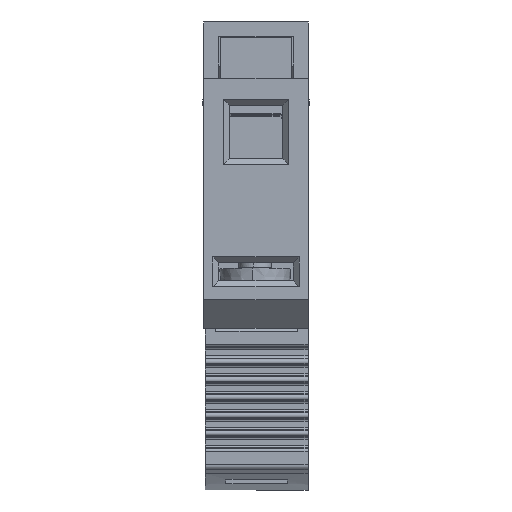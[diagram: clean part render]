
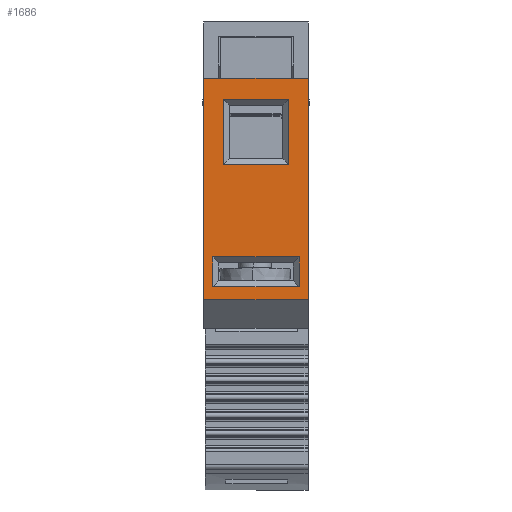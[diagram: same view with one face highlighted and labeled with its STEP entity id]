
A CAD part, front view. The second image highlights one B-rep face of the part: STEP entity #1686.
In plain terms, the highlighted planar face has unit normal (0, -1, 0).
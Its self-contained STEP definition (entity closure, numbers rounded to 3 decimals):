
#835 = CARTESIAN_POINT ( 'NONE',  ( 54., 0., 7. ) ) ;
#897 = VERTEX_POINT ( 'NONE', #835 ) ;
#1686 = ADVANCED_FACE ( 'NONE', ( #48385, #10432, #25944 ), #60295, .T. ) ;
#1867 = ORIENTED_EDGE ( 'NONE', *, *, #50387, .T. ) ;
#2566 = DIRECTION ( 'NONE',  ( 0., 0., 1. ) ) ;
#2572 = CARTESIAN_POINT ( 'NONE',  ( 70., 0., 0. ) ) ;
#3116 = DIRECTION ( 'NONE',  ( 0., 0., -1. ) ) ;
#4349 = EDGE_LOOP ( 'NONE', ( #6017, #23500, #45890, #1867 ) ) ;
#5944 = CARTESIAN_POINT ( 'NONE',  ( 70., 0., 0. ) ) ;
#6017 = ORIENTED_EDGE ( 'NONE', *, *, #6457, .T. ) ;
#6457 = EDGE_CURVE ( 'NONE', #42180, #12936, #13787, .T. ) ;
#8185 = CARTESIAN_POINT ( 'NONE',  ( 68.5, 0., 4. ) ) ;
#8315 = VERTEX_POINT ( 'NONE', #18293 ) ;
#8428 = CARTESIAN_POINT ( 'NONE',  ( 35., 0., 4.8 ) ) ;
#10102 = DIRECTION ( 'NONE',  ( 0., -1., 0. ) ) ;
#10432 = FACE_OUTER_BOUND ( 'NONE', #4349, .T. ) ;
#11067 = EDGE_LOOP ( 'NONE', ( #34459, #13151, #15977, #39488 ) ) ;
#12424 = LINE ( 'NONE', #24594, #21692 ) ;
#12936 = VERTEX_POINT ( 'NONE', #51193 ) ;
#13151 = ORIENTED_EDGE ( 'NONE', *, *, #42320, .F. ) ;
#13787 = LINE ( 'NONE', #8428, #30060 ) ;
#15048 = CARTESIAN_POINT ( 'NONE',  ( 55.75, 0., 27.5 ) ) ;
#15664 = CARTESIAN_POINT ( 'NONE',  ( 52.5, 0., 42. ) ) ;
#15700 = DIRECTION ( 'NONE',  ( 1., 0., 0. ) ) ;
#15977 = ORIENTED_EDGE ( 'NONE', *, *, #54217, .F. ) ;
#17647 = ORIENTED_EDGE ( 'NONE', *, *, #50111, .F. ) ;
#17806 = DIRECTION ( 'NONE',  ( 0., 0., -1. ) ) ;
#18293 = CARTESIAN_POINT ( 'NONE',  ( 68.5, 0., 12. ) ) ;
#18748 = CARTESIAN_POINT ( 'NONE',  ( 55.75, 0., 14.25 ) ) ;
#19603 = VECTOR ( 'NONE', #2566, 1000. ) ;
#19779 = CARTESIAN_POINT ( 'NONE',  ( 54., 0., 12. ) ) ;
#20216 = CARTESIAN_POINT ( 'NONE',  ( 52.5, 0., 4.8 ) ) ;
#21177 = VERTEX_POINT ( 'NONE', #15664 ) ;
#21585 = CARTESIAN_POINT ( 'NONE',  ( 62.5, 0., 7. ) ) ;
#21603 = CARTESIAN_POINT ( 'NONE',  ( 52.5, 0., 0. ) ) ;
#21692 = VECTOR ( 'NONE', #24374, 1000. ) ;
#21917 = DIRECTION ( 'NONE',  ( -1., 0., 0. ) ) ;
#23500 = ORIENTED_EDGE ( 'NONE', *, *, #49068, .T. ) ;
#23534 = VERTEX_POINT ( 'NONE', #57309 ) ;
#24374 = DIRECTION ( 'NONE',  ( -1., 0., 0. ) ) ;
#24580 = VECTOR ( 'NONE', #27975, 1000. ) ;
#24594 = CARTESIAN_POINT ( 'NONE',  ( 0., 0., 42. ) ) ;
#24688 = EDGE_CURVE ( 'NONE', #32928, #29378, #26202, .T. ) ;
#25612 = AXIS2_PLACEMENT_3D ( 'NONE', #5944, #10102, #54690 ) ;
#25630 = DIRECTION ( 'NONE',  ( -1., 0., 0. ) ) ;
#25934 = EDGE_CURVE ( 'NONE', #56835, #897, #60188, .T. ) ;
#25944 = FACE_BOUND ( 'NONE', #11067, .T. ) ;
#26197 = LINE ( 'NONE', #21603, #60993 ) ;
#26202 = LINE ( 'NONE', #50662, #36260 ) ;
#27864 = EDGE_CURVE ( 'NONE', #54113, #32928, #40839, .T. ) ;
#27975 = DIRECTION ( 'NONE',  ( 0., 0., 1. ) ) ;
#28180 = CARTESIAN_POINT ( 'NONE',  ( 54., 0., 5.5 ) ) ;
#28528 = LINE ( 'NONE', #18748, #33938 ) ;
#29378 = VERTEX_POINT ( 'NONE', #48856 ) ;
#30060 = VECTOR ( 'NONE', #62967, 1000. ) ;
#30416 = CARTESIAN_POINT ( 'NONE',  ( 67.875, 0., 27.5 ) ) ;
#31562 = DIRECTION ( 'NONE',  ( 1., 0., 0. ) ) ;
#31603 = VECTOR ( 'NONE', #15700, 1000. ) ;
#32313 = DIRECTION ( 'NONE',  ( 0., 0., 1. ) ) ;
#32928 = VERTEX_POINT ( 'NONE', #54597 ) ;
#33484 = VECTOR ( 'NONE', #25630, 1000. ) ;
#33938 = VECTOR ( 'NONE', #3116, 1000. ) ;
#34008 = CARTESIAN_POINT ( 'NONE',  ( 70., 0., 42. ) ) ;
#34322 = LINE ( 'NONE', #8185, #19603 ) ;
#34459 = ORIENTED_EDGE ( 'NONE', *, *, #25934, .F. ) ;
#34695 = LINE ( 'NONE', #30416, #31603 ) ;
#36155 = EDGE_CURVE ( 'NONE', #41266, #21177, #12424, .T. ) ;
#36260 = VECTOR ( 'NONE', #21917, 1000. ) ;
#36557 = LINE ( 'NONE', #60207, #33484 ) ;
#39488 = ORIENTED_EDGE ( 'NONE', *, *, #52354, .F. ) ;
#40839 = LINE ( 'NONE', #51761, #24580 ) ;
#40888 = ORIENTED_EDGE ( 'NONE', *, *, #27864, .F. ) ;
#41266 = VERTEX_POINT ( 'NONE', #34008 ) ;
#42180 = VERTEX_POINT ( 'NONE', #20216 ) ;
#42320 = EDGE_CURVE ( 'NONE', #8315, #56835, #36557, .T. ) ;
#43585 = LINE ( 'NONE', #2572, #45850 ) ;
#45507 = EDGE_CURVE ( 'NONE', #29378, #45791, #28528, .T. ) ;
#45791 = VERTEX_POINT ( 'NONE', #15048 ) ;
#45850 = VECTOR ( 'NONE', #32313, 1000. ) ;
#45890 = ORIENTED_EDGE ( 'NONE', *, *, #36155, .T. ) ;
#46044 = VECTOR ( 'NONE', #31562, 1000. ) ;
#47799 = VECTOR ( 'NONE', #17806, 1000. ) ;
#48385 = FACE_BOUND ( 'NONE', #56144, .T. ) ;
#48856 = CARTESIAN_POINT ( 'NONE',  ( 55.75, 0., 38.5 ) ) ;
#49068 = EDGE_CURVE ( 'NONE', #12936, #41266, #43585, .T. ) ;
#50111 = EDGE_CURVE ( 'NONE', #45791, #54113, #34695, .T. ) ;
#50341 = DIRECTION ( 'NONE',  ( 0., 0., -1. ) ) ;
#50387 = EDGE_CURVE ( 'NONE', #21177, #42180, #26197, .T. ) ;
#50662 = CARTESIAN_POINT ( 'NONE',  ( 63.375, 0., 38.5 ) ) ;
#51193 = CARTESIAN_POINT ( 'NONE',  ( 70., 0., 4.8 ) ) ;
#51761 = CARTESIAN_POINT ( 'NONE',  ( 66.75, 0., 18.75 ) ) ;
#52354 = EDGE_CURVE ( 'NONE', #897, #23534, #54527, .T. ) ;
#54113 = VERTEX_POINT ( 'NONE', #55855 ) ;
#54217 = EDGE_CURVE ( 'NONE', #23534, #8315, #34322, .T. ) ;
#54527 = LINE ( 'NONE', #21585, #46044 ) ;
#54597 = CARTESIAN_POINT ( 'NONE',  ( 66.75, 0., 38.5 ) ) ;
#54690 = DIRECTION ( 'NONE',  ( 0.707, 0., 0.707 ) ) ;
#55855 = CARTESIAN_POINT ( 'NONE',  ( 66.75, 0., 27.5 ) ) ;
#56061 = ORIENTED_EDGE ( 'NONE', *, *, #45507, .F. ) ;
#56144 = EDGE_LOOP ( 'NONE', ( #56061, #58975, #40888, #17647 ) ) ;
#56835 = VERTEX_POINT ( 'NONE', #19779 ) ;
#57309 = CARTESIAN_POINT ( 'NONE',  ( 68.5, 0., 7. ) ) ;
#58975 = ORIENTED_EDGE ( 'NONE', *, *, #24688, .F. ) ;
#60188 = LINE ( 'NONE', #28180, #47799 ) ;
#60207 = CARTESIAN_POINT ( 'NONE',  ( 68.75, 0., 12. ) ) ;
#60295 = PLANE ( 'NONE',  #25612 ) ;
#60993 = VECTOR ( 'NONE', #50341, 1000. ) ;
#62967 = DIRECTION ( 'NONE',  ( 1., 0., 0. ) ) ;
